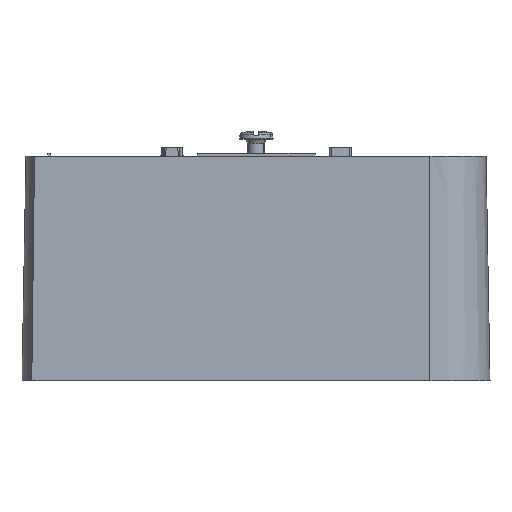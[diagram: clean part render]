
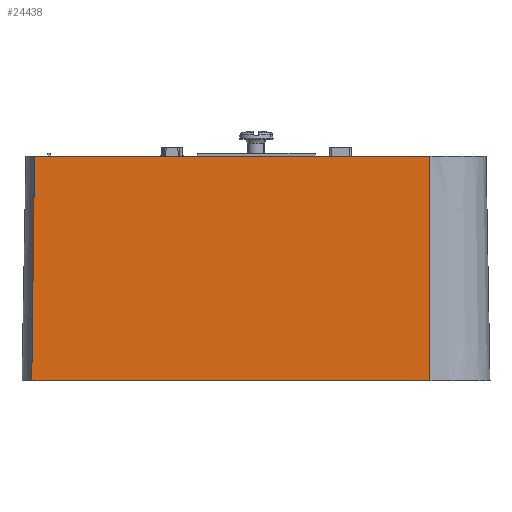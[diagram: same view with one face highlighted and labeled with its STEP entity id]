
A CAD part, left-side view. The second image highlights one B-rep face of the part: STEP entity #24438.
In plain terms, the highlighted planar face has unit normal (-1, 0, 0.018).
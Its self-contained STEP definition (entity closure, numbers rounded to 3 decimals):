
#24410=AXIS2_PLACEMENT_3D('Plane Axis2P3D',#24407,#24408,#24409) ;
#19705=CARTESIAN_POINT('Vertex',(-41.,39.472,0.)) ;
#19708=CARTESIAN_POINT('Line Origine',(-41.,4.281,0.)) ;
#19712=CARTESIAN_POINT('Vertex',(-41.,-30.911,0.)) ;
#24371=CARTESIAN_POINT('Control Point',(-41.698,39.956,-40.)) ;
#24372=CARTESIAN_POINT('Control Point',(-41.558,39.86,-31.992)) ;
#24373=CARTESIAN_POINT('Control Point',(-41.419,39.764,-23.985)) ;
#24374=CARTESIAN_POINT('Control Point',(-41.28,39.667,-16.015)) ;
#24375=CARTESIAN_POINT('Control Point',(-41.14,39.57,-8.008)) ;
#24376=CARTESIAN_POINT('Control Point',(-41.,39.472,0.)) ;
#24377=CARTESIAN_POINT('Vertex',(-41.698,39.956,-40.)) ;
#24407=CARTESIAN_POINT('Axis2P3D Location',(-41.,4.281,0.)) ;
#24412=CARTESIAN_POINT('Line Origine',(-41.698,13.508,-40.)) ;
#24416=CARTESIAN_POINT('Vertex',(-41.698,-30.911,-40.)) ;
#24418=CARTESIAN_POINT('Vertex',(-41.698,39.207,-40.)) ;
#24421=CARTESIAN_POINT('Line Origine',(-41.349,-30.911,-20.)) ;
#24426=CARTESIAN_POINT('Line Origine',(-41.698,13.508,-40.)) ;
#19709=DIRECTION('Vector Direction',(0.,-1.,0.)) ;
#24408=DIRECTION('Axis2P3D Direction',(1.,0.,-0.017)) ;
#24409=DIRECTION('Axis2P3D XDirection',(0.,-1.,0.)) ;
#24413=DIRECTION('Vector Direction',(0.,-1.,0.)) ;
#24422=DIRECTION('Vector Direction',(-0.017,0.,-1.)) ;
#24427=DIRECTION('Vector Direction',(0.,-1.,0.)) ;
#19710=VECTOR('Line Direction',#19709,1.) ;
#24414=VECTOR('Line Direction',#24413,1.) ;
#24423=VECTOR('Line Direction',#24422,1.) ;
#24428=VECTOR('Line Direction',#24427,1.) ;
#24432=ORIENTED_EDGE('',*,*,#24420,.F.) ;
#24433=ORIENTED_EDGE('',*,*,#24425,.T.) ;
#24434=ORIENTED_EDGE('',*,*,#19714,.F.) ;
#24435=ORIENTED_EDGE('',*,*,#24379,.T.) ;
#24436=ORIENTED_EDGE('',*,*,#24430,.T.) ;
#24438=ADVANCED_FACE('Cadre 2 modules version haute',(#24437),#24411,.F.) ;
#24370=B_SPLINE_CURVE_WITH_KNOTS('',5,(#24371,#24372,#24373,#24374,#24375,#24376),.UNSPECIFIED.,.F.,.U.,(6,6),(0.,56.641),.UNSPECIFIED.) ;
#19714=EDGE_CURVE('',#19706,#19713,#19711,.T.) ;
#24379=EDGE_CURVE('',#19706,#24378,#24370,.F.) ;
#24420=EDGE_CURVE('',#24417,#24419,#24415,.F.) ;
#24425=EDGE_CURVE('',#24417,#19713,#24424,.F.) ;
#24430=EDGE_CURVE('',#24378,#24419,#24429,.T.) ;
#24431=EDGE_LOOP('',(#24432,#24433,#24434,#24435,#24436)) ;
#24437=FACE_OUTER_BOUND('',#24431,.T.) ;
#19711=LINE('Line',#19708,#19710) ;
#24415=LINE('Line',#24412,#24414) ;
#24424=LINE('Line',#24421,#24423) ;
#24429=LINE('Line',#24426,#24428) ;
#24411=PLANE('',#24410) ;
#19706=VERTEX_POINT('',#19705) ;
#19713=VERTEX_POINT('',#19712) ;
#24378=VERTEX_POINT('',#24377) ;
#24417=VERTEX_POINT('',#24416) ;
#24419=VERTEX_POINT('',#24418) ;
